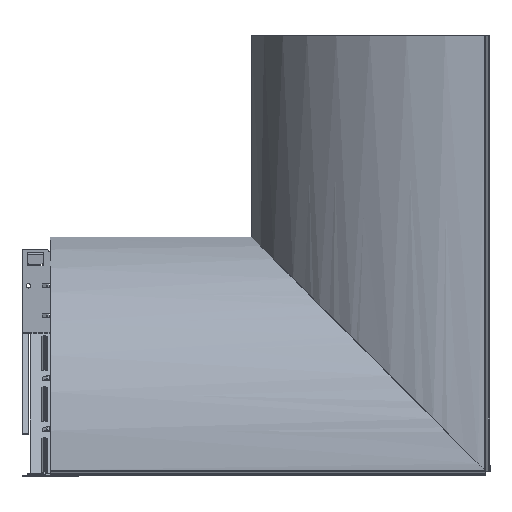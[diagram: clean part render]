
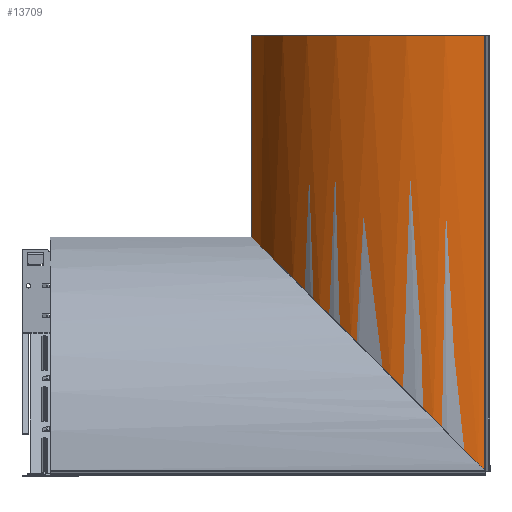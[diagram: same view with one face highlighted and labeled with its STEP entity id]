
A CAD part, front view. The second image highlights one B-rep face of the part: STEP entity #13709.
In plain terms, the highlighted cylindrical face has radius 290 mm (diameter 580 mm), a partial arc.
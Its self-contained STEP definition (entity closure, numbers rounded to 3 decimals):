
#32=ELLIPSE('',#14775,410.122,290.);
#34=ELLIPSE('',#14788,410.122,290.);
#1538=FACE_OUTER_BOUND('',#2373,.T.);
#2373=EDGE_LOOP('',(#12689,#12690,#12691,#12692,#12693));
#2717=CIRCLE('',#14816,290.);
#4222=LINE('',#28848,#5736);
#4228=LINE('',#28863,#5742);
#5736=VECTOR('',#18511,251.539);
#5742=VECTOR('',#18529,542.283);
#6852=VERTEX_POINT('',#28687);
#6854=VERTEX_POINT('',#28753);
#6866=VERTEX_POINT('',#28796);
#6877=VERTEX_POINT('',#28847);
#6880=VERTEX_POINT('',#28861);
#8764=EDGE_CURVE('',#6854,#6852,#32,.T.);
#8784=EDGE_CURVE('',#6866,#6854,#34,.T.);
#8809=EDGE_CURVE('',#6877,#6852,#4222,.T.);
#8817=EDGE_CURVE('',#6880,#6866,#4228,.T.);
#8820=EDGE_CURVE('',#6880,#6877,#2717,.T.);
#12689=ORIENTED_EDGE('',*,*,#8784,.F.);
#12690=ORIENTED_EDGE('',*,*,#8817,.F.);
#12691=ORIENTED_EDGE('',*,*,#8820,.T.);
#12692=ORIENTED_EDGE('',*,*,#8809,.T.);
#12693=ORIENTED_EDGE('',*,*,#8764,.F.);
#12922=CYLINDRICAL_SURFACE('',#14817,290.);
#13709=ADVANCED_FACE('',(#1538),#12922,.T.);
#14775=AXIS2_PLACEMENT_3D('',#28758,#18411,#18412);
#14788=AXIS2_PLACEMENT_3D('',#28798,#18452,#18453);
#14816=AXIS2_PLACEMENT_3D('',#28868,#18536,#18537);
#14817=AXIS2_PLACEMENT_3D('',#28869,#18538,#18539);
#18411=DIRECTION('center_axis',(-0.707,0.633,0.314));
#18412=DIRECTION('ref_axis',(-0.707,-0.633,-0.314));
#18452=DIRECTION('center_axis',(-0.707,0.633,0.314));
#18453=DIRECTION('ref_axis',(-0.707,-0.633,-0.314));
#18511=DIRECTION('',(-1.,0.,0.));
#18529=DIRECTION('',(-1.,0.,0.));
#18536=DIRECTION('center_axis',(-1.,0.,0.));
#18537=DIRECTION('ref_axis',(0.,-0.471,0.882));
#18538=DIRECTION('center_axis',(-1.,0.,0.));
#18539=DIRECTION('ref_axis',(0.,-0.471,0.882));
#28687=CARTESIAN_POINT('',(298.461,147.194,27.244));
#28753=CARTESIAN_POINT('',(16.208,-204.959,101.875));
#28758=CARTESIAN_POINT('Origin',(16.208,-76.025,-157.887));
#28796=CARTESIAN_POINT('',(7.717,-212.509,97.988));
#28798=CARTESIAN_POINT('Origin',(16.208,-76.025,-157.887));
#28847=CARTESIAN_POINT('',(550.,147.194,27.244));
#28848=CARTESIAN_POINT('',(275.,147.194,27.244));
#28861=CARTESIAN_POINT('',(550.,-212.509,97.988));
#28863=CARTESIAN_POINT('',(275.,-212.509,97.988));
#28868=CARTESIAN_POINT('Origin',(550.,-76.025,-157.887));
#28869=CARTESIAN_POINT('Origin',(275.,-76.025,-157.887));
